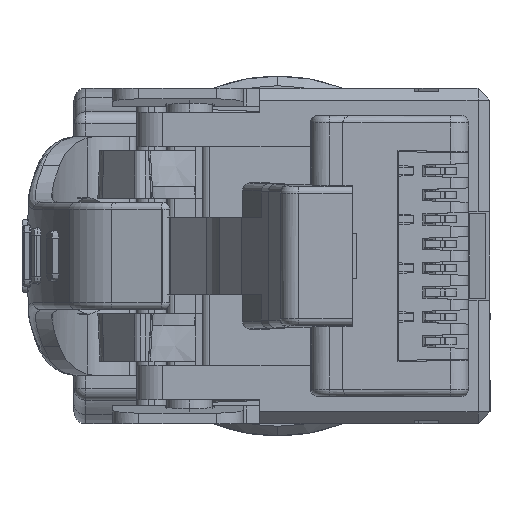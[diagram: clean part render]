
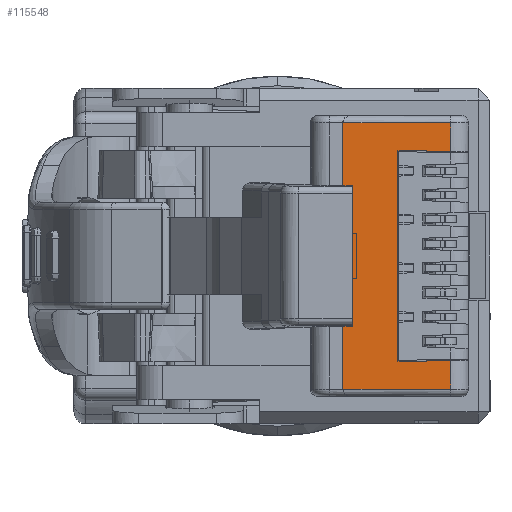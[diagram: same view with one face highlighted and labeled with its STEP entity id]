
A CAD part, left-side view. The second image highlights one B-rep face of the part: STEP entity #115548.
In plain terms, the highlighted face is planar.
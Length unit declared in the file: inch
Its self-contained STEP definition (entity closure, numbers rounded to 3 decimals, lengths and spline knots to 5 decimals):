
#2681 = LINE ( 'NONE', #22422, #45412 ) ;
#5220 = CARTESIAN_POINT ( 'NONE',  ( 0.2185, 0.05366, 0.6477 ) ) ;
#6093 = VERTEX_POINT ( 'NONE', #57127 ) ;
#7196 = VERTEX_POINT ( 'NONE', #30431 ) ;
#9556 = CARTESIAN_POINT ( 'NONE',  ( 0., 0.05366, 0.6477 ) ) ;
#10283 = CARTESIAN_POINT ( 'NONE',  ( -0.17172, 0.15406, 0.64727 ) ) ;
#12673 = ORIENTED_EDGE ( 'NONE', *, *, #50293, .T. ) ;
#12828 = VECTOR ( 'NONE', #111055, 39.37008 ) ;
#13144 = VERTEX_POINT ( 'NONE', #96686 ) ;
#14123 = CARTESIAN_POINT ( 'NONE',  ( -0.2185, 0.05366, 0.6477 ) ) ;
#14994 = DIRECTION ( 'NONE',  ( 0.017, 1., -0.004 ) ) ;
#17735 = ORIENTED_EDGE ( 'NONE', *, *, #26539, .T. ) ;
#18058 = VECTOR ( 'NONE', #82578, 39.37008 ) ;
#19562 = DIRECTION ( 'NONE',  ( 0., -1., 0.004 ) ) ;
#19633 = CARTESIAN_POINT ( 'NONE',  ( 0.23228, -0.02311, 0.64804 ) ) ;
#19917 = VECTOR ( 'NONE', #108866, 39.37008 ) ;
#19985 = CARTESIAN_POINT ( 'NONE',  ( -0.1152, -0.02311, 0.64804 ) ) ;
#21487 = LINE ( 'NONE', #117801, #19917 ) ;
#22422 = CARTESIAN_POINT ( 'NONE',  ( 0., 0.15406, 0.64727 ) ) ;
#22560 = LINE ( 'NONE', #92066, #75445 ) ;
#23656 = VERTEX_POINT ( 'NONE', #29116 ) ;
#24451 = DIRECTION ( 'NONE',  ( 1., 0., 0. ) ) ;
#25343 = CARTESIAN_POINT ( 'NONE',  ( 0.1152, -0.02311, 0.64804 ) ) ;
#26539 = EDGE_CURVE ( 'NONE', #119674, #23656, #119546, .T. ) ;
#26609 = CARTESIAN_POINT ( 'NONE',  ( 0.1152, -0.00736, 0.64797 ) ) ;
#27582 = EDGE_CURVE ( 'NONE', #23656, #6093, #42831, .T. ) ;
#28821 = VECTOR ( 'NONE', #14994, 39.37008 ) ;
#29019 = CARTESIAN_POINT ( 'NONE',  ( 0.2185, -0.02311, 0.64804 ) ) ;
#29116 = CARTESIAN_POINT ( 'NONE',  ( 0.17172, 0.15406, 0.64727 ) ) ;
#30431 = CARTESIAN_POINT ( 'NONE',  ( -0.17323, 0.06744, 0.64764 ) ) ;
#32488 = ORIENTED_EDGE ( 'NONE', *, *, #44981, .T. ) ;
#33738 = VERTEX_POINT ( 'NONE', #25343 ) ;
#34576 = VERTEX_POINT ( 'NONE', #26609 ) ;
#36170 = VECTOR ( 'NONE', #60711, 39.37008 ) ;
#38776 = VECTOR ( 'NONE', #41112, 39.37008 ) ;
#40138 = DIRECTION ( 'NONE',  ( 1., 0., 0. ) ) ;
#41112 = DIRECTION ( 'NONE',  ( -1., 0., 0. ) ) ;
#41788 = LINE ( 'NONE', #111917, #28821 ) ;
#42354 = CARTESIAN_POINT ( 'NONE',  ( -0.2185, -0.02311, 0.64804 ) ) ;
#42831 = LINE ( 'NONE', #89426, #36170 ) ;
#43476 = AXIS2_PLACEMENT_3D ( 'NONE', #9556, #98188, #40138 ) ;
#44897 = EDGE_LOOP ( 'NONE', ( #110205, #102543, #96623, #104781, #89211, #17735, #67058, #84278, #32488, #113154, #75410, #12673 ) ) ;
#44981 = EDGE_CURVE ( 'NONE', #7196, #100555, #41788, .T. ) ;
#45412 = VECTOR ( 'NONE', #90669, 39.37008 ) ;
#47334 = VERTEX_POINT ( 'NONE', #84217 ) ;
#50293 = EDGE_CURVE ( 'NONE', #74218, #75866, #116636, .T. ) ;
#51117 = DIRECTION ( 'NONE',  ( 0., 1., -0.004 ) ) ;
#51459 = EDGE_CURVE ( 'NONE', #119674, #74930, #91924, .T. ) ;
#52376 = LINE ( 'NONE', #14123, #119841 ) ;
#57127 = CARTESIAN_POINT ( 'NONE',  ( 0.17323, 0.06744, 0.64764 ) ) ;
#58028 = PLANE ( 'NONE',  #43476 ) ;
#60711 = DIRECTION ( 'NONE',  ( 0.017, -1., 0.004 ) ) ;
#63424 = CARTESIAN_POINT ( 'NONE',  ( 0.2185, 0.15406, 0.64727 ) ) ;
#64123 = EDGE_CURVE ( 'NONE', #13144, #34576, #22560, .T. ) ;
#66219 = EDGE_CURVE ( 'NONE', #100555, #47334, #2681, .T. ) ;
#66244 = LINE ( 'NONE', #19633, #18058 ) ;
#67058 = ORIENTED_EDGE ( 'NONE', *, *, #27582, .T. ) ;
#68179 = CARTESIAN_POINT ( 'NONE',  ( 0., -0.02311, 0.64804 ) ) ;
#69478 = CARTESIAN_POINT ( 'NONE',  ( 0., 0.06744, 0.64764 ) ) ;
#71999 = VECTOR ( 'NONE', #19562, 39.37008 ) ;
#74218 = VERTEX_POINT ( 'NONE', #42354 ) ;
#74930 = VERTEX_POINT ( 'NONE', #29019 ) ;
#75410 = ORIENTED_EDGE ( 'NONE', *, *, #124583, .F. ) ;
#75445 = VECTOR ( 'NONE', #24451, 39.37008 ) ;
#75818 = VECTOR ( 'NONE', #125579, 39.37008 ) ;
#75866 = VERTEX_POINT ( 'NONE', #19985 ) ;
#77953 = EDGE_CURVE ( 'NONE', #33738, #74930, #66244, .T. ) ;
#79055 = LINE ( 'NONE', #69478, #82287 ) ;
#82287 = VECTOR ( 'NONE', #108374, 39.37008 ) ;
#82578 = DIRECTION ( 'NONE',  ( 1., 0., 0. ) ) ;
#84217 = CARTESIAN_POINT ( 'NONE',  ( -0.2185, 0.15406, 0.64727 ) ) ;
#84278 = ORIENTED_EDGE ( 'NONE', *, *, #113980, .T. ) ;
#85266 = EDGE_CURVE ( 'NONE', #75866, #13144, #21487, .T. ) ;
#89211 = ORIENTED_EDGE ( 'NONE', *, *, #51459, .F. ) ;
#89426 = CARTESIAN_POINT ( 'NONE',  ( 0.17172, 0.15406, 0.64727 ) ) ;
#90669 = DIRECTION ( 'NONE',  ( -1., 0., 0. ) ) ;
#91924 = LINE ( 'NONE', #5220, #12828 ) ;
#92066 = CARTESIAN_POINT ( 'NONE',  ( 0., -0.00736, 0.64797 ) ) ;
#96119 = CARTESIAN_POINT ( 'NONE',  ( 0.1152, 0.05366, 0.6477 ) ) ;
#96623 = ORIENTED_EDGE ( 'NONE', *, *, #112737, .T. ) ;
#96686 = CARTESIAN_POINT ( 'NONE',  ( -0.1152, -0.00736, 0.64797 ) ) ;
#98188 = DIRECTION ( 'NONE',  ( 0., 0.004, 1. ) ) ;
#99177 = CARTESIAN_POINT ( 'NONE',  ( 0., 0.15406, 0.64727 ) ) ;
#99462 = FACE_OUTER_BOUND ( 'NONE', #44897, .T. ) ;
#100555 = VERTEX_POINT ( 'NONE', #10283 ) ;
#102543 = ORIENTED_EDGE ( 'NONE', *, *, #64123, .T. ) ;
#104781 = ORIENTED_EDGE ( 'NONE', *, *, #77953, .T. ) ;
#106318 = LINE ( 'NONE', #96119, #71999 ) ;
#108374 = DIRECTION ( 'NONE',  ( -1., 0., 0. ) ) ;
#108866 = DIRECTION ( 'NONE',  ( 0., 1., -0.004 ) ) ;
#110205 = ORIENTED_EDGE ( 'NONE', *, *, #85266, .T. ) ;
#111055 = DIRECTION ( 'NONE',  ( 0., -1., 0.004 ) ) ;
#111917 = CARTESIAN_POINT ( 'NONE',  ( -0.17323, 0.06744, 0.64764 ) ) ;
#112737 = EDGE_CURVE ( 'NONE', #34576, #33738, #106318, .T. ) ;
#113154 = ORIENTED_EDGE ( 'NONE', *, *, #66219, .T. ) ;
#113980 = EDGE_CURVE ( 'NONE', #6093, #7196, #79055, .T. ) ;
#115548 = ADVANCED_FACE ( 'NONE', ( #99462 ), #58028, .T. ) ;
#116636 = LINE ( 'NONE', #68179, #75818 ) ;
#117801 = CARTESIAN_POINT ( 'NONE',  ( -0.1152, 0.05366, 0.6477 ) ) ;
#119546 = LINE ( 'NONE', #99177, #38776 ) ;
#119674 = VERTEX_POINT ( 'NONE', #63424 ) ;
#119841 = VECTOR ( 'NONE', #51117, 39.37008 ) ;
#124583 = EDGE_CURVE ( 'NONE', #74218, #47334, #52376, .T. ) ;
#125579 = DIRECTION ( 'NONE',  ( 1., 0., 0. ) ) ;
